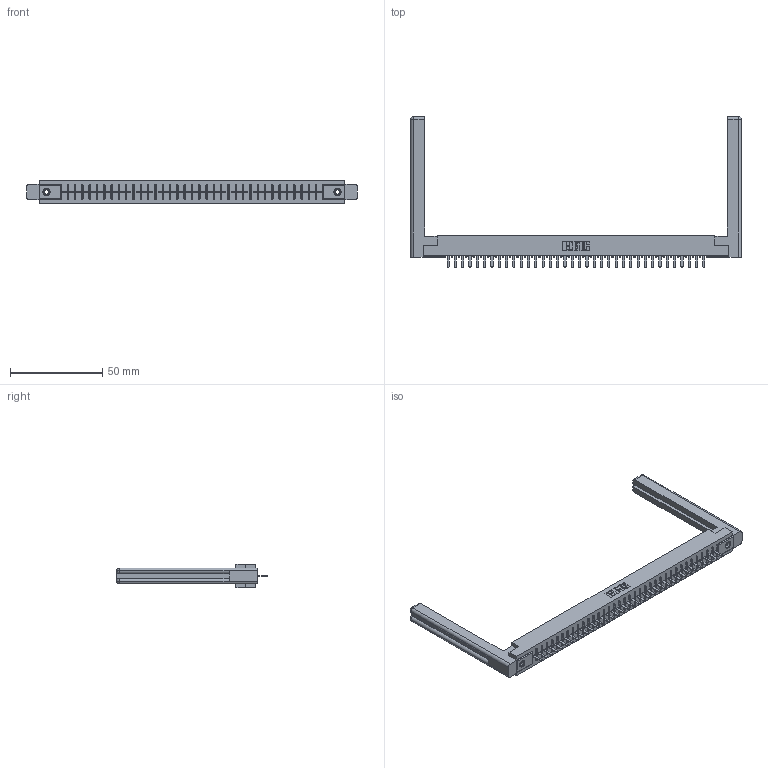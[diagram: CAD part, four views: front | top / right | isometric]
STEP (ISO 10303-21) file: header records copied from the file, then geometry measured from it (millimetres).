
FILE_DESCRIPTION (( 'STEP AP203' ), '1' );
FILE_NAME ('316-036-420-158.STEP', '2020-09-23T05:05:39', ( '' ), ( '' ), 'SwSTEP 2.0', 'SolidWorks 2020', '' );
FILE_SCHEMA (( 'CONFIG_CONTROL_DESIGN' ));
Length unit declared in the file: inch
Products named in the file (5): 345-250-001_345-250-001-102; 307-220-058; 306-290-001_120; 316-036-420-158; 306 Part_.156 Dia
Assembly tree (41 placements, depth 2):
  316-036-420-158
    306 Part_.156 Dia
    306-290-001_120  x36
    345-250-001_345-250-001-102  x2
    307-220-058  x2
Bounding box: 179.27 x 81.76 x 12.7 mm (x, y, z)
Volume: 26854.3 mm3; surface area: 25367.3 mm2
Topology: 41 solids, 41 shells, 2778 faces, 7762 edges, 4968 vertices
Faces by surface type: plane 1844, cylinder 766, sphere 144, cone 12, torus 12
Entity records: 36938 total; most frequent: CARTESIAN_POINT 6210, ORIENTED_EDGE 6098, DIRECTION 6079, EDGE_CURVE 3049, VECTOR 2377, LINE 2377, VERTEX_POINT 1928, AXIS2_PLACEMENT_3D 1851
